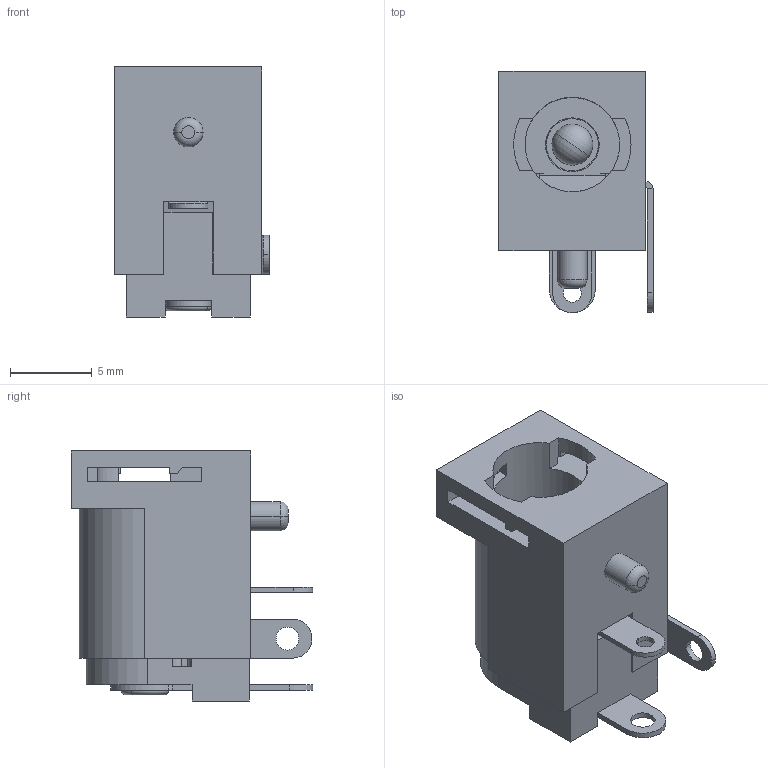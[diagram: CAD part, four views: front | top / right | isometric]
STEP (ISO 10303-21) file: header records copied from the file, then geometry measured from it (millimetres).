
FILE_DESCRIPTION (( 'STEP AP214' ), '1' );
FILE_NAME ('54-00356.STEP', '2025-07-15T19:07:01', ( '' ), ( '' ), 'SwSTEP 2.0', 'SolidWorks 2025', '' );
FILE_SCHEMA (( 'AUTOMOTIVE_DESIGN' ));
Length unit declared in the file: millimetre
Products named in the file (8): YZ-01823.STEP.STEP; 54-00356.STEP; PP-038.STEP.STEP; ST-01323.STEP.STEP; TP-01523_____.STEP.STEP; 54-00356; WP-01623.STEP.STEP; GZ-032.STEP.STEP
Assembly tree (7 placements, depth 3):
  54-00356
    54-00356.STEP
      ST-01323.STEP.STEP
      YZ-01823.STEP.STEP
      TP-01523_____.STEP.STEP
      WP-01623.STEP.STEP
      GZ-032.STEP.STEP
      PP-038.STEP.STEP
Bounding box: 9.45 x 14.8 x 15.32 mm (x, y, z)
Volume: 816.7 mm3; surface area: 1819.1 mm2
Topology: 6 solids, 6 shells, 246 faces, 643 edges, 407 vertices
Faces by surface type: plane 153, cylinder 73, torus 10, bspline 6, cone 2, sphere 2
Entity records: 7828 total; most frequent: CARTESIAN_POINT 1489, ORIENTED_EDGE 1274, DIRECTION 1272, EDGE_CURVE 637, VECTOR 448, LINE 448, AXIS2_PLACEMENT_3D 412, VERTEX_POINT 405
